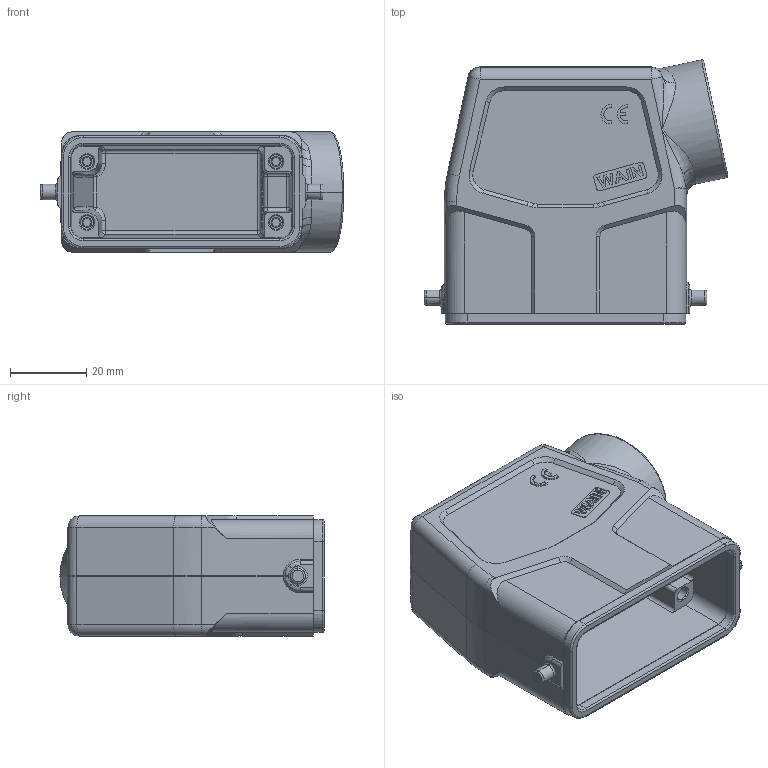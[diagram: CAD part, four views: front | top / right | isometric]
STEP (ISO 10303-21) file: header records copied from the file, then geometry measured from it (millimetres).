
FILE_DESCRIPTION((''),'2;1');
FILE_NAME('3D_1180105105001_H10A_P-SEH-2B-','2024-01-12T',('yp.zhu'),(''),'PRO/ENGINEER BY PARAMETRIC TECHNOLOGY CORPORATION, 2012480','PRO/ENGINEER BY PARAMETRIC TECHNOLOGY CORPORATION, 2012480','');
FILE_SCHEMA(('CONFIG_CONTROL_DESIGN'));
Length unit declared in the file: millimetre
Products named in the file (1): 3D_1180105105001_H10A_P-SEH-2B-
Bounding box: 79.48 x 69.16 x 31.5 mm (x, y, z)
Volume: 46173.7 mm3; surface area: 29823.6 mm2
Topology: 1 solids, 1 shells, 502 faces, 1320 edges, 838 vertices
Faces by surface type: plane 224, cylinder 144, bspline 68, torus 26, cone 26, sphere 14
Entity records: 20806 total; most frequent: CARTESIAN_POINT 8859, ORIENTED_EDGE 2610, DIRECTION 2288, EDGE_CURVE 1305, VERTEX_POINT 838, AXIS2_PLACEMENT_3D 781, VECTOR 726, LINE 726
